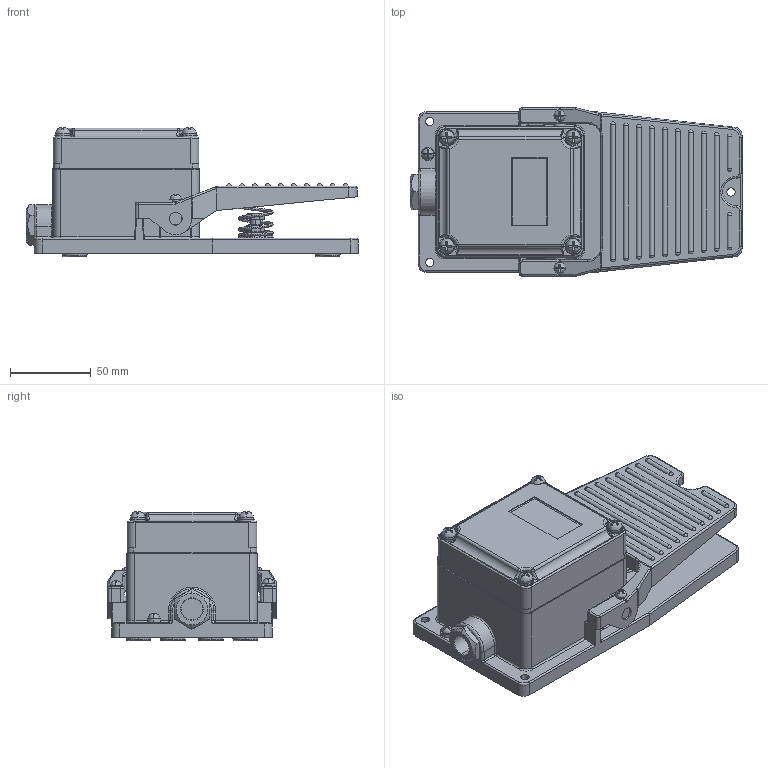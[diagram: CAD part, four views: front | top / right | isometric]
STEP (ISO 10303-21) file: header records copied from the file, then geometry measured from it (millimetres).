
FILE_DESCRIPTION((''),'2;1');
FILE_NAME('YBLT-3_ASM','2021-04-27T',('gaodl'),(''),'CREO PARAMETRIC BY PTC INC, 2015480','CREO PARAMETRIC BY PTC INC, 2015480','');
FILE_SCHEMA(('CONFIG_CONTROL_DESIGN'));
Products named in the file (1): YBLT-3_ASM
Bounding box: 205 x 104 x 79.95 mm (x, y, z)
Volume: 503271.1 mm3; surface area: 138099 mm2
Topology: 1 solids, 41 shells, 1193 faces, 3067 edges, 1955 vertices
Faces by surface type: plane 494, cylinder 431, bspline 106, torus 78, sphere 64, cone 20
Entity records: 55138 total; most frequent: CARTESIAN_POINT 17955, ORIENTED_EDGE 5968, DIRECTION 5830, EDGE_CURVE 3045, AXIS2_PLACEMENT_3D 2292, VERTEX_POINT 1955, PRESENTATION_STYLE_ASSIGNMENT 1366, STYLED_ITEM 1366
